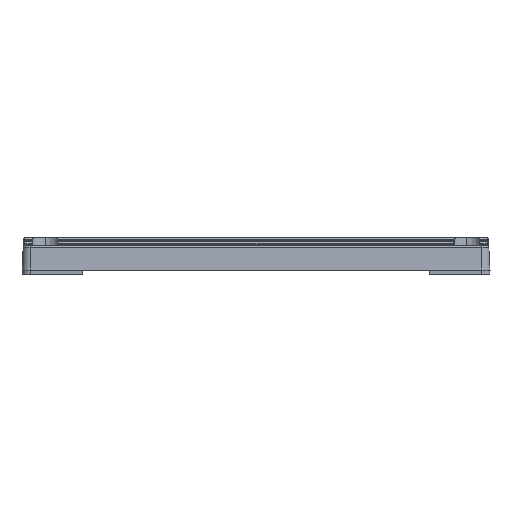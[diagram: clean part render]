
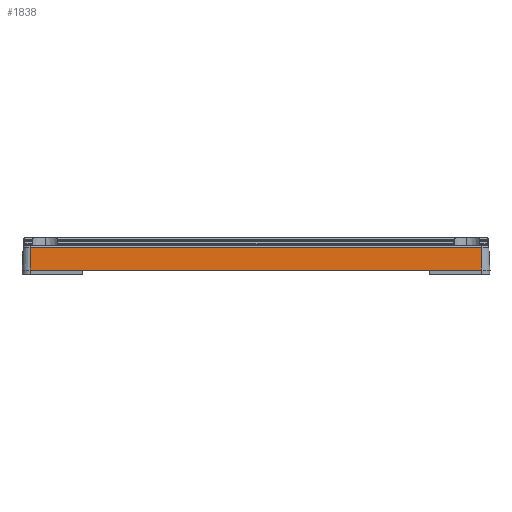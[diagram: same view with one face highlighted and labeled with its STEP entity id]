
A CAD part, left-side view. The second image highlights one B-rep face of the part: STEP entity #1838.
In plain terms, the highlighted face is planar.
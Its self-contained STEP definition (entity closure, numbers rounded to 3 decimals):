
#1563 = VERTEX_POINT ( 'NONE', #4933 ) ;
#1565 = EDGE_CURVE ( 'NONE', #1566, #1563, #4932, .T. ) ;
#1566 = VERTEX_POINT ( 'NONE', #4928 ) ;
#1826 = ORIENTED_EDGE ( 'NONE', *, *, #1828, .T. ) ;
#1828 = EDGE_CURVE ( 'NONE', #1835, #1831, #5356, .T. ) ;
#1831 = VERTEX_POINT ( 'NONE', #5407 ) ;
#1833 = VERTEX_POINT ( 'NONE', #5405 ) ;
#1834 = EDGE_CURVE ( 'NONE', #1833, #1835, #5404, .T. ) ;
#1835 = VERTEX_POINT ( 'NONE', #5400 ) ;
#1837 = EDGE_LOOP ( 'NONE', ( #1839, #1826, #1870, #1881, #1866, #1865 ) ) ;
#1838 = ADVANCED_FACE ( 'NONE', ( #5394 ), #5393, .T. ) ;
#1839 = ORIENTED_EDGE ( 'NONE', *, *, #1834, .T. ) ;
#1862 = EDGE_CURVE ( 'NONE', #1833, #1563, #5459, .T. ) ;
#1865 = ORIENTED_EDGE ( 'NONE', *, *, #1862, .F. ) ;
#1866 = ORIENTED_EDGE ( 'NONE', *, *, #1565, .T. ) ;
#1870 = ORIENTED_EDGE ( 'NONE', *, *, #1880, .T. ) ;
#1880 = EDGE_CURVE ( 'NONE', #1831, #1883, #5492, .T. ) ;
#1881 = ORIENTED_EDGE ( 'NONE', *, *, #1882, .T. ) ;
#1882 = EDGE_CURVE ( 'NONE', #1883, #1566, #5488, .T. ) ;
#1883 = VERTEX_POINT ( 'NONE', #5484 ) ;
#4928 = CARTESIAN_POINT ( 'NONE',  ( 12.75, -43.25, 0. ) ) ;
#4929 = DIRECTION ( 'NONE',  ( 0., 1., 0. ) ) ;
#4930 = VECTOR ( 'NONE', #4929, 1000. ) ;
#4931 = CARTESIAN_POINT ( 'NONE',  ( 12.75, 58.25, 0. ) ) ;
#4932 = LINE ( 'NONE', #4931, #4930 ) ;
#4933 = CARTESIAN_POINT ( 'NONE',  ( 12.75, 43.25, 0. ) ) ;
#5353 = DIRECTION ( 'NONE',  ( 0., -1., 0. ) ) ;
#5354 = VECTOR ( 'NONE', #5353, 1000. ) ;
#5355 = CARTESIAN_POINT ( 'NONE',  ( 12.45, -58.25, 5.716 ) ) ;
#5356 = LINE ( 'NONE', #5355, #5354 ) ;
#5388 = DIRECTION ( 'NONE',  ( 0.052, 0., -0.999 ) ) ;
#5389 = DIRECTION ( 'NONE',  ( 0.999, 0., 0.052 ) ) ;
#5390 = AXIS2_PLACEMENT_3D ( 'NONE', #5392, #5389, #5388 ) ;
#5392 = CARTESIAN_POINT ( 'NONE',  ( 12.75, -58.25, 0. ) ) ;
#5393 = PLANE ( 'NONE',  #5390 ) ;
#5394 = FACE_OUTER_BOUND ( 'NONE', #1837, .T. ) ;
#5400 = CARTESIAN_POINT ( 'NONE',  ( 12.45, 56.25, 5.716 ) ) ;
#5401 = DIRECTION ( 'NONE',  ( -0.052, 0., 0.999 ) ) ;
#5402 = VECTOR ( 'NONE', #5401, 1000. ) ;
#5403 = CARTESIAN_POINT ( 'NONE',  ( 12.75, 56.25, 0. ) ) ;
#5404 = LINE ( 'NONE', #5403, #5402 ) ;
#5405 = CARTESIAN_POINT ( 'NONE',  ( 12.75, 56.25, 0. ) ) ;
#5407 = CARTESIAN_POINT ( 'NONE',  ( 12.45, -56.25, 5.716 ) ) ;
#5455 = DIRECTION ( 'NONE',  ( 0., -1., 0. ) ) ;
#5456 = VECTOR ( 'NONE', #5455, 1000. ) ;
#5457 = CARTESIAN_POINT ( 'NONE',  ( 12.75, 43.25, 0. ) ) ;
#5459 = LINE ( 'NONE', #5457, #5456 ) ;
#5484 = CARTESIAN_POINT ( 'NONE',  ( 12.75, -56.25, 0. ) ) ;
#5485 = DIRECTION ( 'NONE',  ( 0., 1., 0. ) ) ;
#5486 = VECTOR ( 'NONE', #5485, 1000. ) ;
#5487 = CARTESIAN_POINT ( 'NONE',  ( 12.75, -58.25, 0. ) ) ;
#5488 = LINE ( 'NONE', #5487, #5486 ) ;
#5489 = DIRECTION ( 'NONE',  ( 0.052, 0., -0.999 ) ) ;
#5490 = VECTOR ( 'NONE', #5489, 1000. ) ;
#5491 = CARTESIAN_POINT ( 'NONE',  ( 12.75, -56.25, 0. ) ) ;
#5492 = LINE ( 'NONE', #5491, #5490 ) ;
